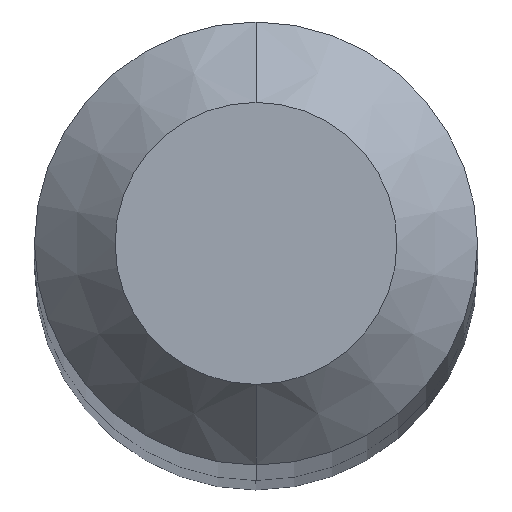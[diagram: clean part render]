
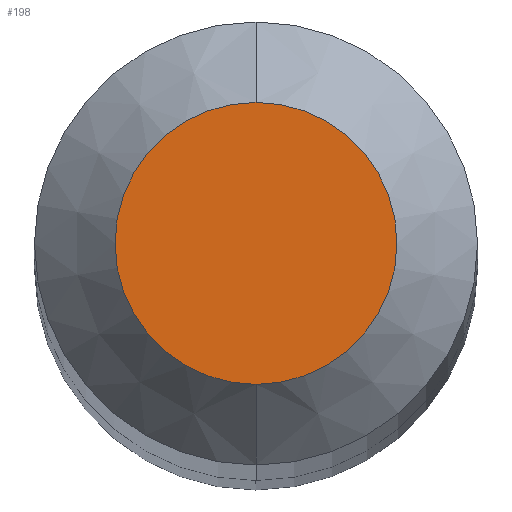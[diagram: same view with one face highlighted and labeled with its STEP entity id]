
A CAD part, top view. The second image highlights one B-rep face of the part: STEP entity #198.
In plain terms, the highlighted planar face has unit normal (0, 0, 1).
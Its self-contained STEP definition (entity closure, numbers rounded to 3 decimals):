
#5 = AXIS2_PLACEMENT_3D ( 'NONE', #275, #253, #131 ) ;
#10 = DIRECTION ( 'NONE',  ( 0., 1., 0. ) ) ;
#12 = AXIS2_PLACEMENT_3D ( 'NONE', #234, #97, #10 ) ;
#32 = AXIS2_PLACEMENT_3D ( 'NONE', #163, #293, #50 ) ;
#44 = ORIENTED_EDGE ( 'NONE', *, *, #263, .F. ) ;
#50 = DIRECTION ( 'NONE',  ( 0., 1., 0. ) ) ;
#79 = PLANE ( 'NONE',  #32 ) ;
#97 = DIRECTION ( 'NONE',  ( 0., 0., -1. ) ) ;
#129 = EDGE_CURVE ( 'NONE', #287, #238, #221, .T. ) ;
#130 = CARTESIAN_POINT ( 'NONE',  ( 0., 0.35, 36. ) ) ;
#131 = DIRECTION ( 'NONE',  ( 0., 1., 0. ) ) ;
#144 = CIRCLE ( 'NONE', #12, 0.35 ) ;
#153 = EDGE_LOOP ( 'NONE', ( #240, #44 ) ) ;
#163 = CARTESIAN_POINT ( 'NONE',  ( 0., 0., 36. ) ) ;
#186 = FACE_OUTER_BOUND ( 'NONE', #153, .T. ) ;
#198 = ADVANCED_FACE ( 'NONE', ( #186 ), #79, .F. ) ;
#221 = CIRCLE ( 'NONE', #5, 0.35 ) ;
#234 = CARTESIAN_POINT ( 'NONE',  ( 0., 0., 36. ) ) ;
#238 = VERTEX_POINT ( 'NONE', #279 ) ;
#240 = ORIENTED_EDGE ( 'NONE', *, *, #129, .F. ) ;
#253 = DIRECTION ( 'NONE',  ( 0., 0., -1. ) ) ;
#263 = EDGE_CURVE ( 'NONE', #238, #287, #144, .T. ) ;
#275 = CARTESIAN_POINT ( 'NONE',  ( 0., 0., 36. ) ) ;
#279 = CARTESIAN_POINT ( 'NONE',  ( 0., -0.35, 36. ) ) ;
#287 = VERTEX_POINT ( 'NONE', #130 ) ;
#293 = DIRECTION ( 'NONE',  ( 0., 0., -1. ) ) ;
